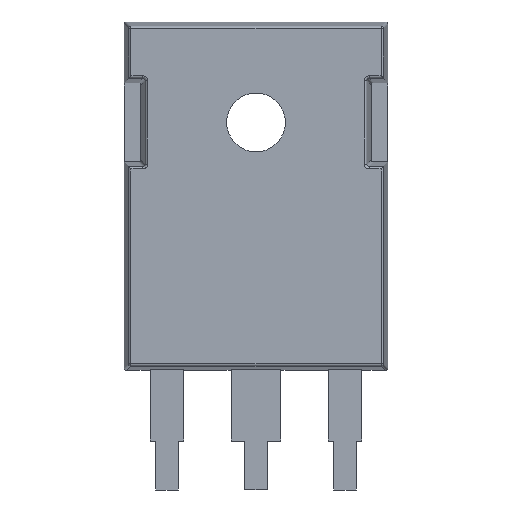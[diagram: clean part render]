
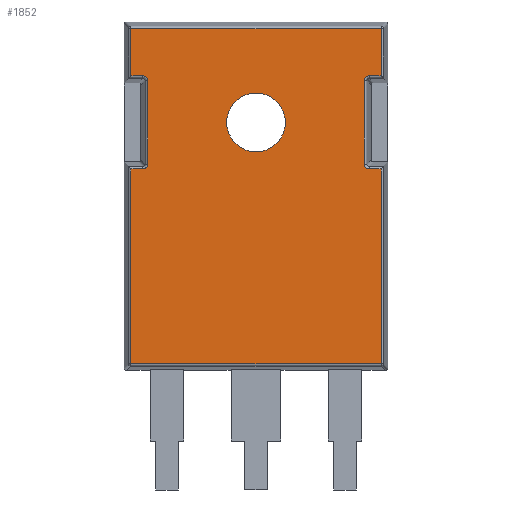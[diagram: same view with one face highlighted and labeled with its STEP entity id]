
A CAD part, front view. The second image highlights one B-rep face of the part: STEP entity #1852.
In plain terms, the highlighted planar face has unit normal (0, -1, 0).
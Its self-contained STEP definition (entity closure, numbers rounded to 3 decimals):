
#19=FACE_BOUND('',#306,.T.);
#31=PLANE('',#2024);
#125=ELLIPSE('',#1969,0.303,0.3);
#127=ELLIPSE('',#1974,0.303,0.3);
#133=ELLIPSE('',#1993,0.303,0.3);
#135=ELLIPSE('',#1998,0.303,0.3);
#197=FACE_OUTER_BOUND('',#305,.T.);
#305=EDGE_LOOP('',(#1457,#1458,#1459,#1460,#1461,#1462,#1463,#1464,#1465,
#1466,#1467,#1468,#1469,#1470,#1471,#1472));
#306=EDGE_LOOP('',(#1473));
#410=LINE('',#2747,#613);
#411=LINE('',#2754,#614);
#413=LINE('',#2764,#616);
#416=LINE('',#2803,#619);
#418=LINE('',#2836,#621);
#419=LINE('',#2841,#622);
#421=LINE('',#2850,#624);
#424=LINE('',#2864,#627);
#425=LINE('',#2870,#628);
#428=LINE('',#2909,#631);
#430=LINE('',#2942,#633);
#431=LINE('',#2948,#634);
#613=VECTOR('',#2195,10.);
#614=VECTOR('',#2202,10.);
#616=VECTOR('',#2212,10.);
#619=VECTOR('',#2227,10.);
#621=VECTOR('',#2237,10.);
#622=VECTOR('',#2242,10.);
#624=VECTOR('',#2252,10.);
#627=VECTOR('',#2265,10.);
#628=VECTOR('',#2272,10.);
#631=VECTOR('',#2287,10.);
#633=VECTOR('',#2297,10.);
#634=VECTOR('',#2306,10.);
#810=CIRCLE('',#2025,1.8);
#855=VERTEX_POINT('',#2744);
#856=VERTEX_POINT('',#2746);
#858=VERTEX_POINT('',#2752);
#859=VERTEX_POINT('',#2753);
#863=VERTEX_POINT('',#2763);
#865=VERTEX_POINT('',#2793);
#867=VERTEX_POINT('',#2799);
#869=VERTEX_POINT('',#2829);
#872=VERTEX_POINT('',#2840);
#874=VERTEX_POINT('',#2848);
#875=VERTEX_POINT('',#2849);
#881=VERTEX_POINT('',#2863);
#883=VERTEX_POINT('',#2869);
#885=VERTEX_POINT('',#2899);
#887=VERTEX_POINT('',#2905);
#889=VERTEX_POINT('',#2935);
#909=VERTEX_POINT('',#3014);
#1031=EDGE_CURVE('',#855,#856,#410,.T.);
#1034=EDGE_CURVE('',#858,#859,#411,.T.);
#1039=EDGE_CURVE('',#856,#863,#413,.T.);
#1044=EDGE_CURVE('',#863,#865,#125,.T.);
#1047=EDGE_CURVE('',#865,#867,#416,.T.);
#1050=EDGE_CURVE('',#867,#869,#127,.T.);
#1052=EDGE_CURVE('',#869,#858,#418,.T.);
#1054=EDGE_CURVE('',#859,#872,#419,.T.);
#1058=EDGE_CURVE('',#874,#875,#421,.T.);
#1065=EDGE_CURVE('',#872,#881,#424,.T.);
#1068=EDGE_CURVE('',#881,#883,#425,.T.);
#1073=EDGE_CURVE('',#883,#885,#133,.T.);
#1076=EDGE_CURVE('',#885,#887,#428,.T.);
#1079=EDGE_CURVE('',#887,#889,#135,.T.);
#1081=EDGE_CURVE('',#889,#874,#430,.T.);
#1084=EDGE_CURVE('',#875,#855,#431,.T.);
#1120=EDGE_CURVE('',#909,#909,#810,.T.);
#1457=ORIENTED_EDGE('',*,*,#1058,.F.);
#1458=ORIENTED_EDGE('',*,*,#1081,.F.);
#1459=ORIENTED_EDGE('',*,*,#1079,.F.);
#1460=ORIENTED_EDGE('',*,*,#1076,.F.);
#1461=ORIENTED_EDGE('',*,*,#1073,.F.);
#1462=ORIENTED_EDGE('',*,*,#1068,.F.);
#1463=ORIENTED_EDGE('',*,*,#1065,.F.);
#1464=ORIENTED_EDGE('',*,*,#1054,.F.);
#1465=ORIENTED_EDGE('',*,*,#1034,.F.);
#1466=ORIENTED_EDGE('',*,*,#1052,.F.);
#1467=ORIENTED_EDGE('',*,*,#1050,.F.);
#1468=ORIENTED_EDGE('',*,*,#1047,.F.);
#1469=ORIENTED_EDGE('',*,*,#1044,.F.);
#1470=ORIENTED_EDGE('',*,*,#1039,.F.);
#1471=ORIENTED_EDGE('',*,*,#1031,.F.);
#1472=ORIENTED_EDGE('',*,*,#1084,.F.);
#1473=ORIENTED_EDGE('',*,*,#1120,.T.);
#1852=ADVANCED_FACE('',(#197,#19),#31,.F.);
#1969=AXIS2_PLACEMENT_3D('',#2797,#2220,#2221);
#1974=AXIS2_PLACEMENT_3D('',#2833,#2232,#2233);
#1993=AXIS2_PLACEMENT_3D('',#2903,#2280,#2281);
#1998=AXIS2_PLACEMENT_3D('',#2939,#2292,#2293);
#2024=AXIS2_PLACEMENT_3D('',#3013,#2374,#2375);
#2025=AXIS2_PLACEMENT_3D('',#3015,#2376,#2377);
#2195=DIRECTION('',(0.,0.,1.));
#2202=DIRECTION('',(0.,0.,1.));
#2212=DIRECTION('',(1.,0.,0.));
#2220=DIRECTION('center_axis',(0.,-1.,0.));
#2221=DIRECTION('ref_axis',(0.707,0.,-0.707));
#2227=DIRECTION('',(0.,0.,1.));
#2232=DIRECTION('center_axis',(0.,-1.,0.));
#2233=DIRECTION('ref_axis',(0.707,0.,0.707));
#2237=DIRECTION('',(-1.,0.,0.));
#2242=DIRECTION('',(1.,0.,0.));
#2252=DIRECTION('',(0.,0.,-1.));
#2265=DIRECTION('',(0.,0.,-1.));
#2272=DIRECTION('',(-1.,0.,0.));
#2280=DIRECTION('center_axis',(0.,-1.,0.));
#2281=DIRECTION('ref_axis',(-0.707,0.,0.707));
#2287=DIRECTION('',(0.,0.,-1.));
#2292=DIRECTION('center_axis',(0.,-1.,0.));
#2293=DIRECTION('ref_axis',(-0.707,0.,-0.707));
#2297=DIRECTION('',(1.,0.,0.));
#2306=DIRECTION('',(-1.,0.,0.));
#2374=DIRECTION('center_axis',(0.,1.,0.));
#2375=DIRECTION('ref_axis',(1.,0.,0.));
#2376=DIRECTION('center_axis',(0.,1.,0.));
#2377=DIRECTION('ref_axis',(1.,0.,0.));
#2744=CARTESIAN_POINT('',(-7.661,-3.05,4.724));
#2746=CARTESIAN_POINT('',(-7.661,-3.05,16.658));
#2747=CARTESIAN_POINT('',(-7.661,-3.05,9.655));
#2752=CARTESIAN_POINT('',(-7.661,-3.05,22.362));
#2753=CARTESIAN_POINT('',(-7.661,-3.05,25.256));
#2754=CARTESIAN_POINT('',(-7.661,-3.05,9.655));
#2763=CARTESIAN_POINT('',(-6.928,-3.05,16.658));
#2764=CARTESIAN_POINT('',(-1.766,-3.05,16.658));
#2793=CARTESIAN_POINT('',(-6.629,-3.05,16.957));
#2797=CARTESIAN_POINT('Origin',(-6.931,-3.05,16.96));
#2799=CARTESIAN_POINT('',(-6.629,-3.05,22.063));
#2803=CARTESIAN_POINT('',(-6.629,-3.05,16.724));
#2829=CARTESIAN_POINT('',(-6.928,-3.05,22.362));
#2833=CARTESIAN_POINT('Origin',(-6.931,-3.05,22.06));
#2836=CARTESIAN_POINT('',(-2.016,-3.05,22.362));
#2840=CARTESIAN_POINT('',(7.661,-3.05,25.256));
#2841=CARTESIAN_POINT('',(-4.033,-3.05,25.256));
#2848=CARTESIAN_POINT('',(7.661,-3.05,16.658));
#2849=CARTESIAN_POINT('',(7.661,-3.05,4.724));
#2850=CARTESIAN_POINT('',(7.661,-3.05,20.325));
#2863=CARTESIAN_POINT('',(7.661,-3.05,22.362));
#2864=CARTESIAN_POINT('',(7.661,-3.05,20.325));
#2869=CARTESIAN_POINT('',(6.928,-3.05,22.362));
#2870=CARTESIAN_POINT('',(1.766,-3.05,22.362));
#2899=CARTESIAN_POINT('',(6.629,-3.05,22.063));
#2903=CARTESIAN_POINT('Origin',(6.931,-3.05,22.06));
#2905=CARTESIAN_POINT('',(6.629,-3.05,16.957));
#2909=CARTESIAN_POINT('',(6.629,-3.05,15.516));
#2935=CARTESIAN_POINT('',(6.928,-3.05,16.658));
#2939=CARTESIAN_POINT('Origin',(6.931,-3.05,16.96));
#2942=CARTESIAN_POINT('',(2.016,-3.05,16.658));
#2948=CARTESIAN_POINT('',(4.033,-3.05,4.724));
#3013=CARTESIAN_POINT('Origin',(0.,-3.05,14.99));
#3014=CARTESIAN_POINT('',(-1.8,-3.05,19.51));
#3015=CARTESIAN_POINT('Origin',(0.,-3.05,19.51));
